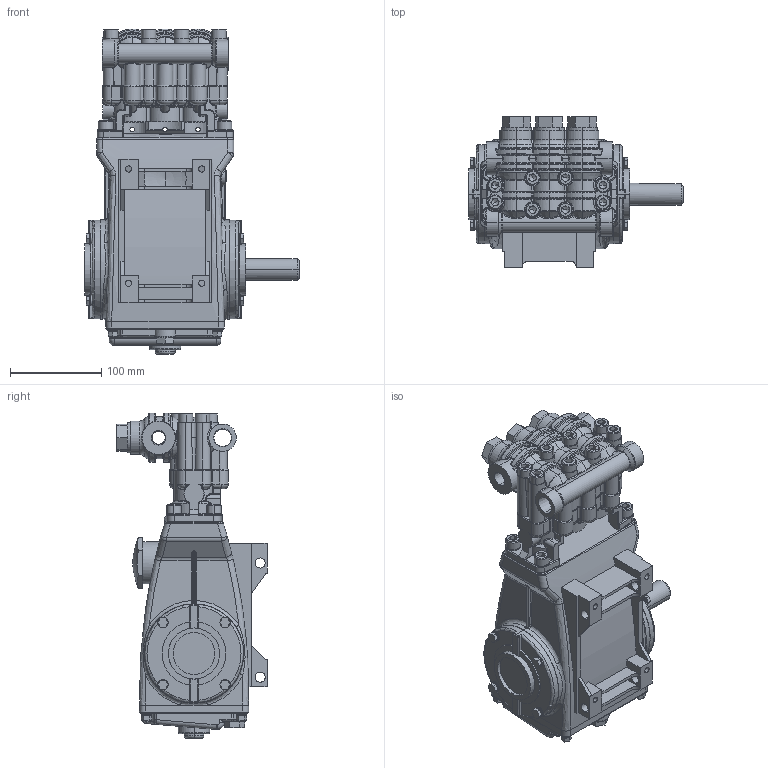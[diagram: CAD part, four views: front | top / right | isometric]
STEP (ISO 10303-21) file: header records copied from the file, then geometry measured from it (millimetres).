
FILE_DESCRIPTION (( 'STEP AP214' ), '1' );
FILE_NAME ('700.STEP', '2013-09-23T14:04:00', ( 'it' ), ( '' ), 'SwSTEP 2.0', 'SolidWorks 2013', '' );
FILE_SCHEMA (( 'AUTOMOTIVE_DESIGN' ));
Length unit declared in the file: inch
Products named in the file (1): 700
Bounding box: 234.95 x 164.4 x 356.57 mm (x, y, z)
Surface area: 297482.6 mm2 (no closed solid volume)
Topology: 0 solids, 26 shells, 1841 faces, 5187 edges, 3093 vertices
Faces by surface type: cylinder 588, plane 509, torus 301, bspline 270, cone 99, sphere 74
Entity records: 98484 total; most frequent: CARTESIAN_POINT 29356, DIRECTION 9721, ORIENTED_EDGE 9138, EDGE_CURVE 5086, AXIS2_PLACEMENT_3D 3951, VERTEX_POINT 3079, CIRCLE 2379, EDGE_LOOP 1975
